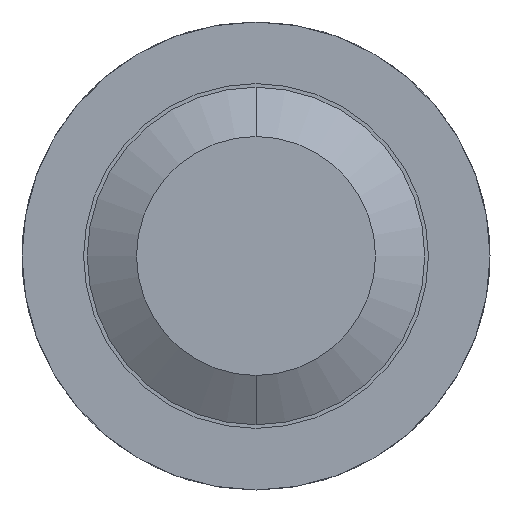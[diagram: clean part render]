
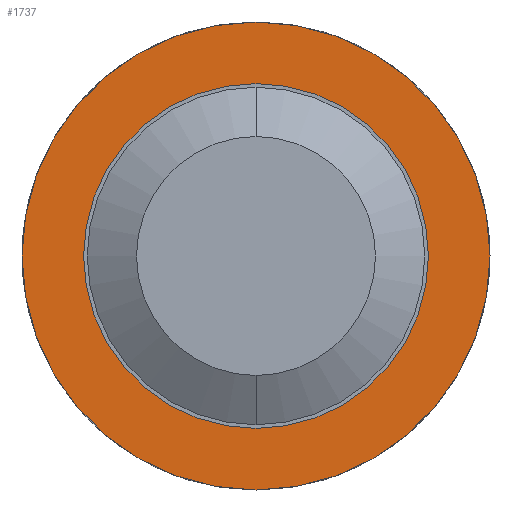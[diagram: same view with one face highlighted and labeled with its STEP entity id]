
A CAD part, front view. The second image highlights one B-rep face of the part: STEP entity #1737.
In plain terms, the highlighted planar face has unit normal (0, -1, 0).
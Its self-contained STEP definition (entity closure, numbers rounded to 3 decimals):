
#24 = AXIS2_PLACEMENT_3D ( 'NONE', #657, #3257, #1804 ) ;
#86 = DIRECTION ( 'NONE',  ( 0., 1., 0. ) ) ;
#203 = CIRCLE ( 'NONE', #3243, 0.95 ) ;
#336 = CIRCLE ( 'NONE', #3487, 0.95 ) ;
#464 = DIRECTION ( 'NONE',  ( 0., 1., 0. ) ) ;
#479 = CARTESIAN_POINT ( 'NONE',  ( 0., -2.5, -0.685 ) ) ;
#507 = ORIENTED_EDGE ( 'NONE', *, *, #2571, .T. ) ;
#657 = CARTESIAN_POINT ( 'NONE',  ( 0.95, -2.5, 0. ) ) ;
#722 = DIRECTION ( 'NONE',  ( 0., 1., 0. ) ) ;
#783 = DIRECTION ( 'NONE',  ( 0., 0., 1. ) ) ;
#836 = CARTESIAN_POINT ( 'NONE',  ( 0., -2.5, 0.95 ) ) ;
#842 = CARTESIAN_POINT ( 'NONE',  ( 0., -2.5, -0.95 ) ) ;
#889 = VERTEX_POINT ( 'NONE', #479 ) ;
#1184 = ORIENTED_EDGE ( 'NONE', *, *, #1491, .T. ) ;
#1223 = DIRECTION ( 'NONE',  ( 0., 0., 1. ) ) ;
#1274 = VERTEX_POINT ( 'NONE', #1408 ) ;
#1275 = CARTESIAN_POINT ( 'NONE',  ( 0., -2.5, 0. ) ) ;
#1392 = ORIENTED_EDGE ( 'NONE', *, *, #2649, .F. ) ;
#1408 = CARTESIAN_POINT ( 'NONE',  ( 0., -2.5, 0.685 ) ) ;
#1491 = EDGE_CURVE ( 'Defeature ausgef�hrt2_16+Defeature ausgef�hrt2_10+Defeature ausgef�hrt2_10+Defeature ausgef�hrt2_10', #889, #1274, #1867, .T. ) ;
#1702 = CIRCLE ( 'NONE', #1939, 0.685 ) ;
#1737 = ADVANCED_FACE ( 'Defeature ausgef�hrt2_16', ( #3223, #2122 ), #3558, .F. ) ;
#1804 = DIRECTION ( 'NONE',  ( 0., 0., 1. ) ) ;
#1867 = CIRCLE ( 'NONE', #2838, 0.685 ) ;
#1939 = AXIS2_PLACEMENT_3D ( 'NONE', #2935, #86, #1223 ) ;
#2122 = FACE_BOUND ( 'NONE', #2578, .T. ) ;
#2233 = CARTESIAN_POINT ( 'NONE',  ( 0., -2.5, 0. ) ) ;
#2340 = VERTEX_POINT ( 'NONE', #842 ) ;
#2473 = DIRECTION ( 'NONE',  ( 0., 0., 1. ) ) ;
#2571 = EDGE_CURVE ( 'Defeature ausgef�hrt2_16+Defeature ausgef�hrt2_10+Defeature ausgef�hrt2_10+Defeature ausgef�hrt2_10', #1274, #889, #1702, .T. ) ;
#2578 = EDGE_LOOP ( 'NONE', ( #507, #1184 ) ) ;
#2649 = EDGE_CURVE ( 'Defeature ausgef�hrt2_15+Defeature ausgef�hrt2_16+Defeature ausgef�hrt2_16+Defeature ausgef�hrt2_16', #2836, #2340, #203, .T. ) ;
#2712 = DIRECTION ( 'NONE',  ( 0., 0., 1. ) ) ;
#2795 = EDGE_LOOP ( 'NONE', ( #1392, #3037 ) ) ;
#2836 = VERTEX_POINT ( 'NONE', #836 ) ;
#2838 = AXIS2_PLACEMENT_3D ( 'NONE', #3012, #722, #2473 ) ;
#2935 = CARTESIAN_POINT ( 'NONE',  ( 0., -2.5, 0. ) ) ;
#3012 = CARTESIAN_POINT ( 'NONE',  ( 0., -2.5, 0. ) ) ;
#3037 = ORIENTED_EDGE ( 'NONE', *, *, #3376, .F. ) ;
#3223 = FACE_OUTER_BOUND ( 'NONE', #2795, .T. ) ;
#3243 = AXIS2_PLACEMENT_3D ( 'NONE', #1275, #464, #2712 ) ;
#3257 = DIRECTION ( 'NONE',  ( 0., 1., 0. ) ) ;
#3331 = DIRECTION ( 'NONE',  ( 0., 1., 0. ) ) ;
#3376 = EDGE_CURVE ( 'Defeature ausgef�hrt2_15+Defeature ausgef�hrt2_16+Defeature ausgef�hrt2_16+Defeature ausgef�hrt2_16', #2340, #2836, #336, .T. ) ;
#3487 = AXIS2_PLACEMENT_3D ( 'NONE', #2233, #3331, #783 ) ;
#3558 = PLANE ( 'NONE',  #24 ) ;
